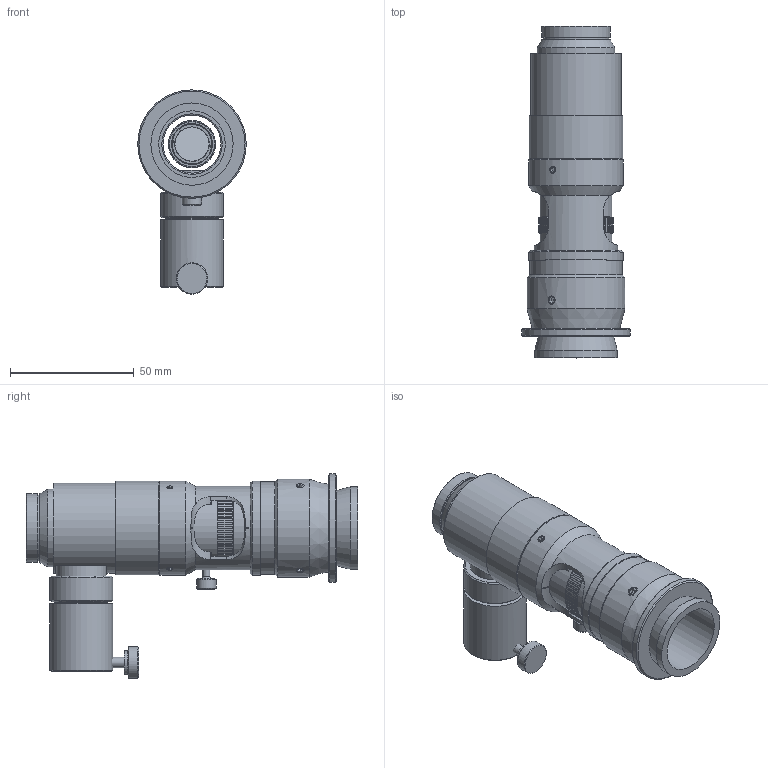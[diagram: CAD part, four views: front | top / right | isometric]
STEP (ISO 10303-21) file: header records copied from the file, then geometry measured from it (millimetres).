
FILE_DESCRIPTION((''),'2;1');
FILE_NAME('60350_0.stp','2009-12-21T11:12:56',('EVANS'),(''),'Autodesk Inventor 2010','Autodesk Inventor 2010','');
FILE_SCHEMA(('AUTOMOTIVE_DESIGN { 1 0 10303 214 1 1 1 1 }'));
Length unit declared in the file: inch
Products named in the file (25): Assembly1 (LevelofDetail1); 60350.iam (~1); 60200; 60202; 61604; 60243; 7187; 7188; 7082; 4141; 61630; 60800; 60126; 60804; 60128; 60351; 60004M-ULTRA.iam (~1); 61012; 6222; 61011-3; 60436; 7261; 60433; 7004; 7108
Assembly tree (28 placements, depth 5):
  Assembly1 (LevelofDetail1)
    60350.iam (~1)
      60200
        60202
        61604
        60243
        7187
          7188
          7082
          4141
      61630
        60800
        60126
      60804
      60128
      60351
      60004M-ULTRA.iam (~1)
        61012
        6222
        61011-3
        60436
          7261
          60433
        7004  x3
        7108  x3
Bounding box: 43.94 x 134.37 x 82.73 mm (x, y, z)
Volume: 68908.8 mm3; surface area: 59485.8 mm2
Topology: 22 solids, 22 shells, 676 faces, 1757 edges, 1161 vertices
Faces by surface type: plane 335, cone 170, cylinder 150, bspline 14, sphere 7
Full cylindrical faces by diameter (mm): 1.575 x1, 1.981 x1, 2.159 x3, 2.845 x4, 3.302 x3, 3.81 x1, 4.166 x4, 6.807 x1, 6.858 x1, 7.874 x1, 8.026 x1, 9.601 x1, 12.7 x1, 13.868 x1, 13.97 x1, 14.275 x1, 15.037 x1, 15.113 x1, 15.469 x1, 15.799 x1, 16.104 x1, 16.652 x1, 16.662 x1, 17.323 x1, 17.911 x1, 18.47 x1, 19.05 x2, 20.32 x1, 20.5 x1, 20.574 x1
Entity records: 20589 total; most frequent: CARTESIAN_POINT 4538, DIRECTION 3234, ORIENTED_EDGE 3006, EDGE_CURVE 1503, AXIS2_PLACEMENT_3D 1132, VERTEX_POINT 1070, VECTOR 970, LINE 970
